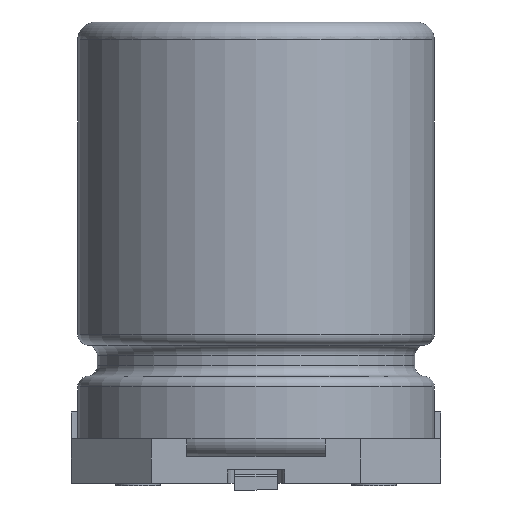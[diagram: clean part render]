
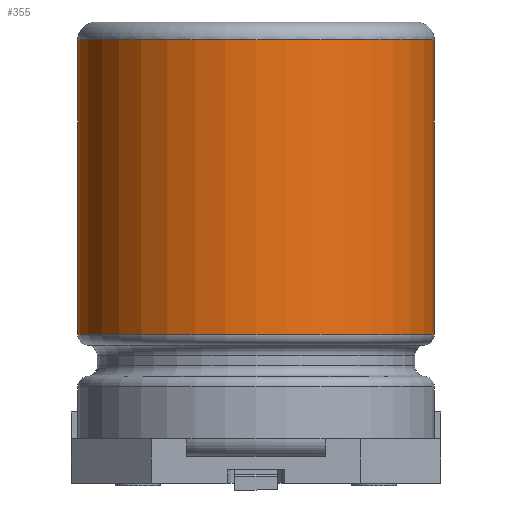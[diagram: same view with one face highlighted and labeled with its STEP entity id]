
A CAD part, front view. The second image highlights one B-rep face of the part: STEP entity #355.
In plain terms, the highlighted cylindrical face has radius 4 mm (diameter 8 mm), a full revolution.
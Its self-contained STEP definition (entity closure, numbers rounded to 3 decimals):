
#355 = ADVANCED_FACE( '', ( #902, #903 ), #904, .T. );
#902 = FACE_OUTER_BOUND( '', #1694, .T. );
#903 = FACE_OUTER_BOUND( '', #1695, .T. );
#904 = CYLINDRICAL_SURFACE( '', #1696, 4. );
#1694 = EDGE_LOOP( '', ( #2615 ) );
#1695 = EDGE_LOOP( '', ( #2616 ) );
#1696 = AXIS2_PLACEMENT_3D( '', #2617, #2618, #2619 );
#2615 = ORIENTED_EDGE( '', *, *, #4911, .T. );
#2616 = ORIENTED_EDGE( '', *, *, #4912, .T. );
#2617 = CARTESIAN_POINT( '', ( 0., 0., 9.9 ) );
#2618 = DIRECTION( '', ( 0., 0., -1. ) );
#2619 = DIRECTION( '', ( 1., 0., 0. ) );
#4911 = EDGE_CURVE( '', #5844, #5844, #5845, .T. );
#4912 = EDGE_CURVE( '', #5846, #5846, #5847, .T. );
#5844 = VERTEX_POINT( '', #7222 );
#5845 = CIRCLE( '', #7223, 4. );
#5846 = VERTEX_POINT( '', #7224 );
#5847 = CIRCLE( '', #7225, 4. );
#7222 = CARTESIAN_POINT( '', ( -4., 0., 9.35 ) );
#7223 = AXIS2_PLACEMENT_3D( '', #9329, #9330, #9331 );
#7224 = CARTESIAN_POINT( '', ( 4., 0., 2.74 ) );
#7225 = AXIS2_PLACEMENT_3D( '', #9332, #9333, #9334 );
#9329 = CARTESIAN_POINT( '', ( 0., 0., 9.35 ) );
#9330 = DIRECTION( '', ( 0., 0., -1. ) );
#9331 = DIRECTION( '', ( -1., 0., 0. ) );
#9332 = CARTESIAN_POINT( '', ( 0., 0., 2.74 ) );
#9333 = DIRECTION( '', ( 0., 0., 1. ) );
#9334 = DIRECTION( '', ( 1., 0., 0. ) );
